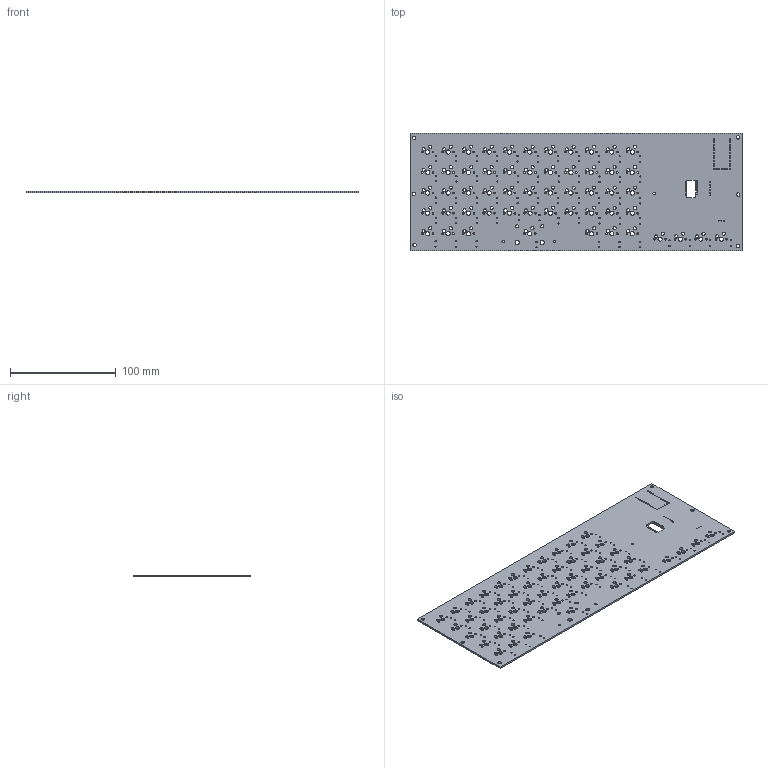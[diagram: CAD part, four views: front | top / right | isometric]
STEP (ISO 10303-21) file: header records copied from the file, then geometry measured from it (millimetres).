
FILE_DESCRIPTION(('KiCad electronic assembly'),'2;1');
FILE_NAME('openot pcb.STEP','2022-12-19T11:45:38',('Pcbnew'),('Kicad'), 'Open CASCADE STEP processor 7.6','KiCad to STEP converter','Unknown' );
FILE_SCHEMA(('AUTOMOTIVE_DESIGN { 1 0 10303 214 1 1 1 1 }'));
Length unit declared in the file: millimetre
Products named in the file (2): openot pcb 1; openot rev2 PCB
Assembly tree (1 placements, depth 2):
  openot pcb 1
    openot rev2 PCB
Bounding box: 313.79 x 110.79 x 1.6 mm (x, y, z)
Volume: 52264.8 mm3; surface area: 71540.5 mm2
Topology: 1 solids, 1 shells, 466 faces, 1392 edges, 928 vertices
Faces by surface type: cylinder 456, plane 10
Full cylindrical faces by diameter (mm): 0.7 x16, 1 x9, 1.092 x29, 1.1 x110, 1.702 x110, 2.2 x3, 3 x110, 3.048 x2, 3.2 x6, 3.988 x57
Entity records: 38939 total; most frequent: CARTESIAN_POINT 11044, DIRECTION 5112, ORIENTED_EDGE 2784, PCURVE 2784, DEFINITIONAL_REPRESENTATION 2784, LINE 2352, VECTOR 2352, EDGE_CURVE 1392
